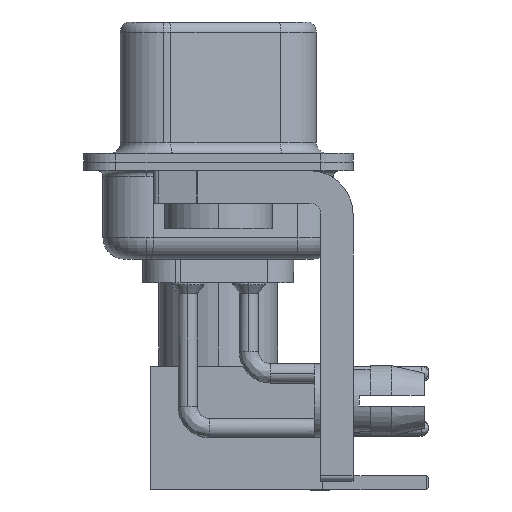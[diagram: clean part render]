
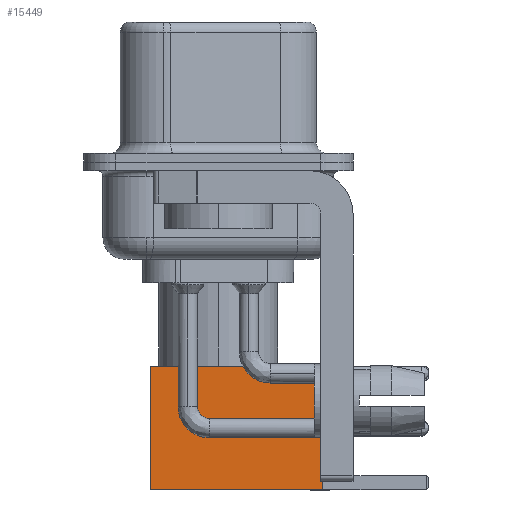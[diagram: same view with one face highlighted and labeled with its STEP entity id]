
A CAD part, left-side view. The second image highlights one B-rep face of the part: STEP entity #15449.
In plain terms, the highlighted face is planar.
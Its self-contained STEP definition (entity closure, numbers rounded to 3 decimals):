
#345 = VECTOR ( 'NONE', #24732, 1000. ) ;
#835 = VERTEX_POINT ( 'NONE', #6548 ) ;
#897 = CARTESIAN_POINT ( 'NONE',  ( -2.875, 2.875, 8. ) ) ;
#2171 = VECTOR ( 'NONE', #17945, 1000. ) ;
#2892 = PLANE ( 'NONE',  #24488 ) ;
#3866 = ORIENTED_EDGE ( 'NONE', *, *, #10050, .F. ) ;
#4322 = CARTESIAN_POINT ( 'NONE',  ( 0., 2.875, 0. ) ) ;
#4849 = EDGE_CURVE ( 'NONE', #5583, #16310, #9298, .T. ) ;
#5583 = VERTEX_POINT ( 'NONE', #20166 ) ;
#5704 = EDGE_CURVE ( 'NONE', #835, #18494, #18455, .T. ) ;
#5898 = LINE ( 'NONE', #22130, #2171 ) ;
#6548 = CARTESIAN_POINT ( 'NONE',  ( 2.875, 2.875, 0. ) ) ;
#9064 = VECTOR ( 'NONE', #13358, 1000. ) ;
#9298 = LINE ( 'NONE', #17299, #9064 ) ;
#10050 = EDGE_CURVE ( 'NONE', #16310, #18494, #5898, .T. ) ;
#10875 = CARTESIAN_POINT ( 'NONE',  ( 2.875, 2.875, 0. ) ) ;
#11365 = ORIENTED_EDGE ( 'NONE', *, *, #5704, .T. ) ;
#11942 = VECTOR ( 'NONE', #16507, 1000. ) ;
#12577 = LINE ( 'NONE', #14409, #11942 ) ;
#13358 = DIRECTION ( 'NONE',  ( -1., 0., 0. ) ) ;
#14409 = CARTESIAN_POINT ( 'NONE',  ( 2.875, 2.875, 0. ) ) ;
#15404 = EDGE_CURVE ( 'NONE', #5583, #835, #12577, .T. ) ;
#15449 = ADVANCED_FACE ( 'NONE', ( #20823 ), #2892, .T. ) ;
#16310 = VERTEX_POINT ( 'NONE', #897 ) ;
#16507 = DIRECTION ( 'NONE',  ( 0., 0., -1. ) ) ;
#17121 = ORIENTED_EDGE ( 'NONE', *, *, #4849, .F. ) ;
#17299 = CARTESIAN_POINT ( 'NONE',  ( 0., 2.875, 8. ) ) ;
#17945 = DIRECTION ( 'NONE',  ( 0., 0., -1. ) ) ;
#18455 = LINE ( 'NONE', #4322, #345 ) ;
#18494 = VERTEX_POINT ( 'NONE', #25421 ) ;
#18858 = DIRECTION ( 'NONE',  ( 0., 1., 0. ) ) ;
#20166 = CARTESIAN_POINT ( 'NONE',  ( 2.875, 2.875, 8. ) ) ;
#20823 = FACE_OUTER_BOUND ( 'NONE', #22272, .T. ) ;
#21796 = ORIENTED_EDGE ( 'NONE', *, *, #15404, .T. ) ;
#22130 = CARTESIAN_POINT ( 'NONE',  ( -2.875, 2.875, 0. ) ) ;
#22272 = EDGE_LOOP ( 'NONE', ( #21796, #11365, #3866, #17121 ) ) ;
#24488 = AXIS2_PLACEMENT_3D ( 'NONE', #10875, #18858, #24876 ) ;
#24732 = DIRECTION ( 'NONE',  ( -1., 0., 0. ) ) ;
#24876 = DIRECTION ( 'NONE',  ( 0., 0., 1. ) ) ;
#25421 = CARTESIAN_POINT ( 'NONE',  ( -2.875, 2.875, 0. ) ) ;
